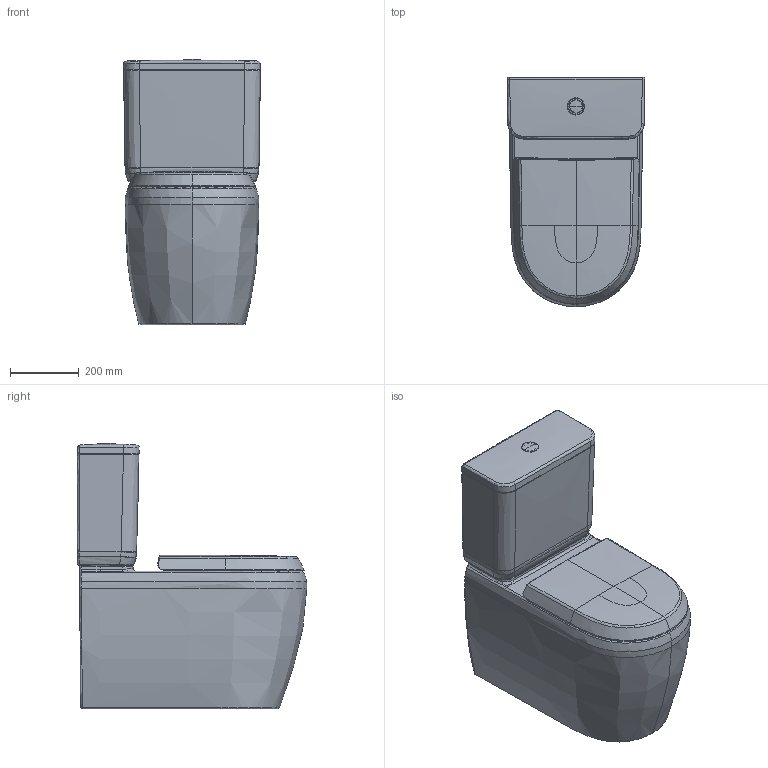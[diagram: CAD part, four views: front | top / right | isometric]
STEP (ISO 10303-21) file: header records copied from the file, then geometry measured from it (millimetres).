
FILE_DESCRIPTION(/* description */ (''),/* implementation_level */ '2;1');
FILE_NAME(/* name */ '202109_094710_084715',/* time_stamp */ '2023-03-14T08:04:54+01:00',/* author */ (''),/* organization */ (''),/* preprocessor_version */ 'ST-DEVELOPER v15',/* originating_system */ '',/* authorisation */ '');
FILE_SCHEMA (('AUTOMOTIVE_DESIGN'));
Products named in the file (1): Document
Bounding box: 399.91 x 666.53 x 771.78 mm (x, y, z)
Volume: 58871295.5 mm3; surface area: 2996308.9 mm2
Topology: 5 solids, 6 shells, 1464 faces, 3555 edges, 2067 vertices
Faces by surface type: bspline 1315, plane 149
Entity records: 234108 total; most frequent: CARTESIAN_POINT 212284, ORIENTED_EDGE 7034, EDGE_CURVE 3521, B_SPLINE_CURVE_WITH_KNOTS 3211, VERTEX_POINT 2067, EDGE_LOOP 1470, ADVANCED_FACE 1464, FACE_OUTER_BOUND 1464
